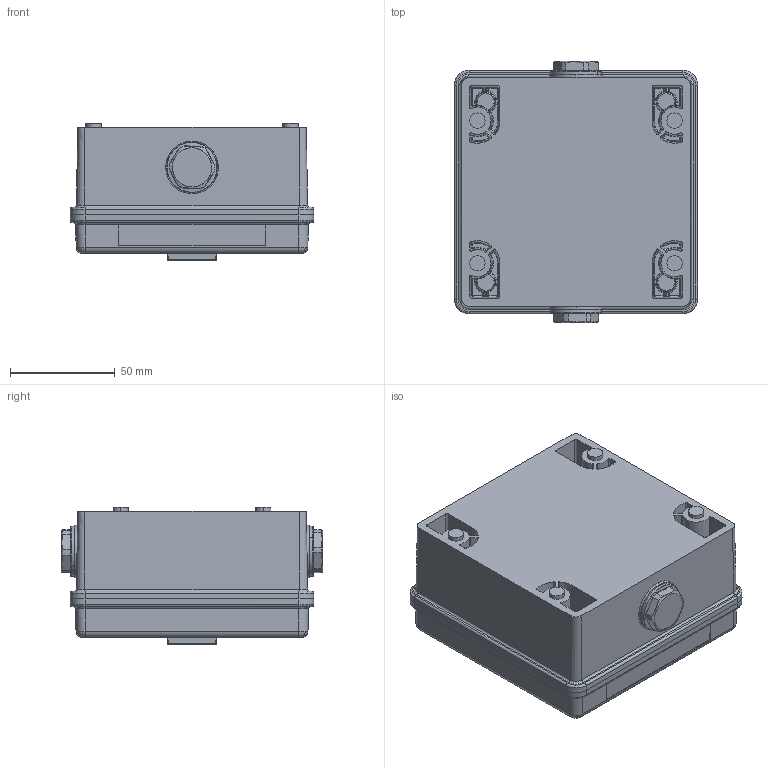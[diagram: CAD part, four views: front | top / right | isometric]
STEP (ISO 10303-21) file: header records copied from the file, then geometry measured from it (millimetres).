
FILE_DESCRIPTION (( 'STEP AP214' ), '1' );
FILE_NAME ('SK168-3D_Issue_B.STEP', '2015-12-15T11:18:58', ( '' ), ( '' ), 'SwSTEP 2.0', 'SolidWorks 2016', '' );
FILE_SCHEMA (( 'AUTOMOTIVE_DESIGN' ));
Length unit declared in the file: millimetre
Products named in the file (1): SK168-3D_Issue_B
Bounding box: 116 x 124.6 x 65.5 mm (x, y, z)
Volume: 698977.3 mm3; surface area: 77959 mm2
Topology: 1 solids, 1 shells, 1219 faces, 2738 edges, 1562 vertices
Faces by surface type: cylinder 415, plane 285, sphere 201, bspline 145, torus 113, cone 60
Entity records: 44768 total; most frequent: CARTESIAN_POINT 17019, ORIENTED_EDGE 5468, DIRECTION 5279, EDGE_CURVE 2734, AXIS2_PLACEMENT_3D 2109, VERTEX_POINT 1562, EDGE_LOOP 1264, FACE_OUTER_BOUND 1219
